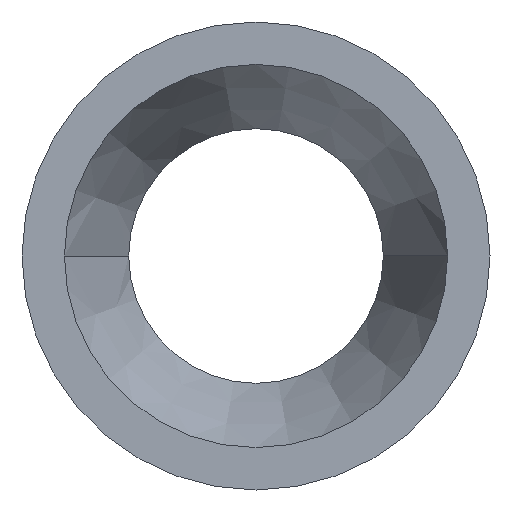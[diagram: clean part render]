
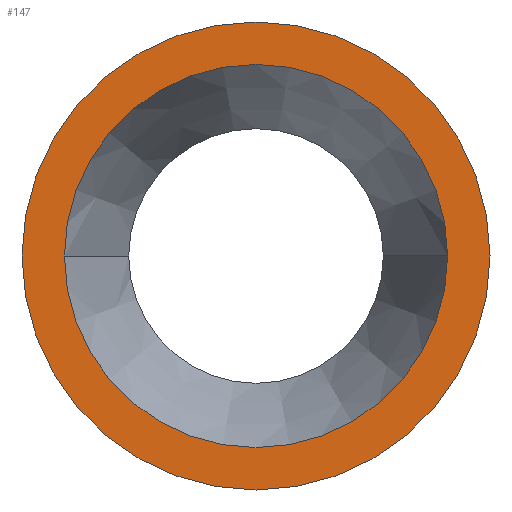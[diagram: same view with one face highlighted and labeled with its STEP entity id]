
A CAD part, left-side view. The second image highlights one B-rep face of the part: STEP entity #147.
In plain terms, the highlighted planar face has unit normal (-1, 0, 0).
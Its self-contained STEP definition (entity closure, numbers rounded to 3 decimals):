
#89 = EDGE_CURVE( '', #99, #113, #224, .T. );
#99 = VERTEX_POINT( '', #235 );
#101 = VERTEX_POINT( '', #237 );
#103 = EDGE_CURVE( '', #109, #101, #239, .T. );
#109 = VERTEX_POINT( '', #246 );
#113 = VERTEX_POINT( '', #251 );
#147 = ADVANCED_FACE( '', ( #289, #290 ), #291, .T. );
#183 = EDGE_CURVE( '', #101, #109, #332, .T. );
#189 = EDGE_CURVE( '', #113, #99, #338, .T. );
#224 = CIRCLE( '', #367, 30.7 );
#235 = CARTESIAN_POINT( '', ( 0., 30.7, 0. ) );
#237 = CARTESIAN_POINT( '', ( 0., -37.5, 0. ) );
#239 = CIRCLE( '', #382, 37.5 );
#246 = CARTESIAN_POINT( '', ( 0., 37.5, 0. ) );
#251 = CARTESIAN_POINT( '', ( 0., -30.7, 0. ) );
#289 = FACE_BOUND( '', #445, .T. );
#290 = FACE_OUTER_BOUND( '', #446, .T. );
#291 = PLANE( '', #447 );
#332 = CIRCLE( '', #503, 37.5 );
#338 = CIRCLE( '', #513, 30.7 );
#367 = AXIS2_PLACEMENT_3D( '', #539, #540, #541 );
#382 = AXIS2_PLACEMENT_3D( '', #551, #552, #553 );
#445 = EDGE_LOOP( '', ( #617, #618 ) );
#446 = EDGE_LOOP( '', ( #619, #620 ) );
#447 = AXIS2_PLACEMENT_3D( '', #621, #622, #623 );
#503 = AXIS2_PLACEMENT_3D( '', #678, #679, #680 );
#513 = AXIS2_PLACEMENT_3D( '', #685, #686, #687 );
#539 = CARTESIAN_POINT( '', ( 0., 0., 0. ) );
#540 = DIRECTION( '', ( -1., 0., 0. ) );
#541 = DIRECTION( '', ( 0., 1., 0. ) );
#551 = CARTESIAN_POINT( '', ( 0., 0., 0. ) );
#552 = DIRECTION( '', ( -1., 0., 0. ) );
#553 = DIRECTION( '', ( 0., 1., 0. ) );
#617 = ORIENTED_EDGE( '', *, *, #89, .F. );
#618 = ORIENTED_EDGE( '', *, *, #189, .F. );
#619 = ORIENTED_EDGE( '', *, *, #103, .T. );
#620 = ORIENTED_EDGE( '', *, *, #183, .T. );
#621 = CARTESIAN_POINT( '', ( 0., 34.1, 0. ) );
#622 = DIRECTION( '', ( -1., 0., 0. ) );
#623 = DIRECTION( '', ( 0., 1., 0. ) );
#678 = CARTESIAN_POINT( '', ( 0., 0., 0. ) );
#679 = DIRECTION( '', ( -1., 0., 0. ) );
#680 = DIRECTION( '', ( 0., 1., 0. ) );
#685 = CARTESIAN_POINT( '', ( 0., 0., 0. ) );
#686 = DIRECTION( '', ( -1., 0., 0. ) );
#687 = DIRECTION( '', ( 0., 1., 0. ) );
